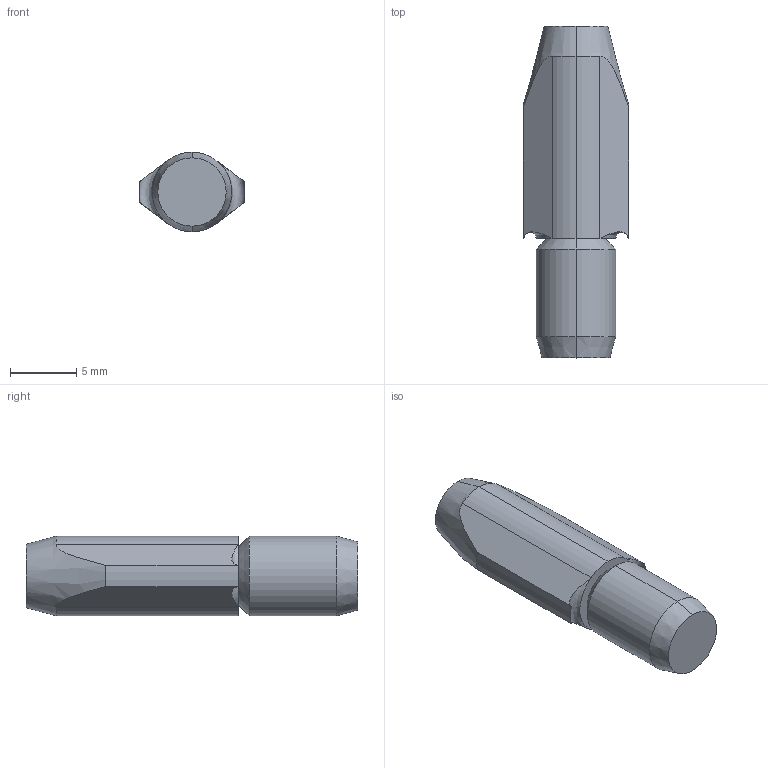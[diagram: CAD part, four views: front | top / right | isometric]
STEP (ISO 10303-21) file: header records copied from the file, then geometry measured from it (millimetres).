
FILE_DESCRIPTION( ( '' ), '1' );
FILE_NAME( 'K0293.508.stp', '2012-10-30T12:42:42', ( '' ), ( '' ), ' ', ' ', ' ' );
FILE_SCHEMA( ( 'CONFIG_CONTROL_DESIGN' ) );
Length unit declared in the file: millimetre
Products named in the file (1): 1
Bounding box: 7.98 x 25 x 6 mm (x, y, z)
Volume: 750.2 mm3; surface area: 561.4 mm2
Topology: 1 solids, 1 shells, 23 faces, 52 edges, 32 vertices
Faces by surface type: cylinder 8, plane 7, cone 6, torus 2
Entity records: 764 total; most frequent: CARTESIAN_POINT 200, DIRECTION 118, ORIENTED_EDGE 104, EDGE_CURVE 52, AXIS2_PLACEMENT_3D 50, VERTEX_POINT 32, CIRCLE 26, EDGE_LOOP 24
